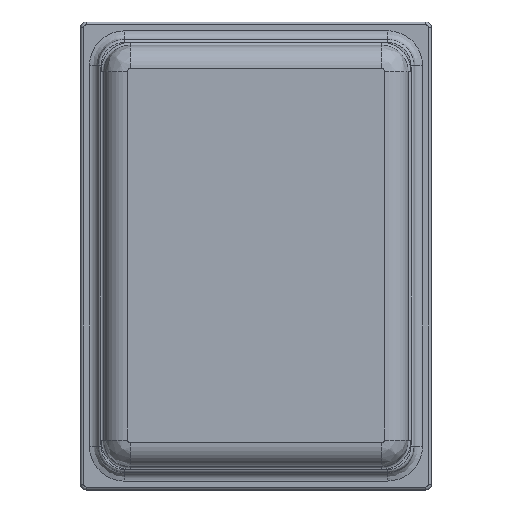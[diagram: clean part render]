
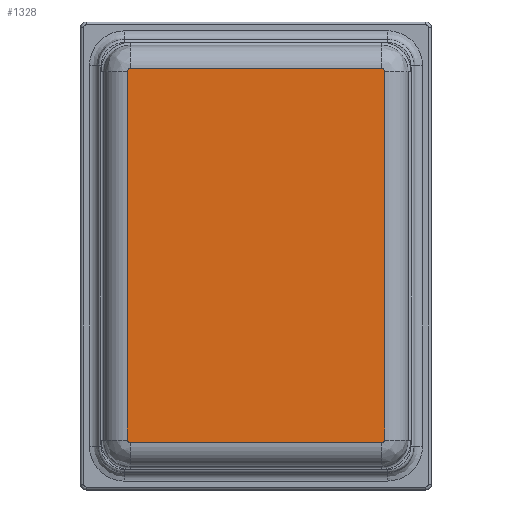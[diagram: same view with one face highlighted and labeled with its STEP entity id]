
A CAD part, top view. The second image highlights one B-rep face of the part: STEP entity #1328.
In plain terms, the highlighted planar face has unit normal (0, 0, 1).
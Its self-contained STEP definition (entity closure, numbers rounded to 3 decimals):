
#80=PLANE('',#1487);
#181=FACE_OUTER_BOUND('',#266,.T.);
#266=EDGE_LOOP('',(#1124,#1125,#1126,#1127,#1128,#1129,#1130,#1131));
#343=LINE('',#2429,#442);
#347=LINE('',#2452,#446);
#349=LINE('',#2455,#448);
#351=LINE('',#2458,#450);
#442=VECTOR('',#1781,10.);
#446=VECTOR('',#1797,10.);
#448=VECTOR('',#1801,10.);
#450=VECTOR('',#1805,10.);
#551=CIRCLE('',#1455,0.025);
#558=CIRCLE('',#1466,0.025);
#562=CIRCLE('',#1471,0.025);
#566=CIRCLE('',#1477,0.025);
#636=VERTEX_POINT('',#2368);
#638=VERTEX_POINT('',#2372);
#642=VERTEX_POINT('',#2398);
#644=VERTEX_POINT('',#2402);
#646=VERTEX_POINT('',#2418);
#648=VERTEX_POINT('',#2422);
#650=VERTEX_POINT('',#2441);
#652=VERTEX_POINT('',#2445);
#786=EDGE_CURVE('',#638,#636,#551,.T.);
#797=EDGE_CURVE('',#644,#642,#558,.T.);
#803=EDGE_CURVE('',#648,#646,#562,.T.);
#806=EDGE_CURVE('',#636,#648,#343,.T.);
#811=EDGE_CURVE('',#652,#650,#566,.T.);
#814=EDGE_CURVE('',#646,#652,#347,.T.);
#816=EDGE_CURVE('',#650,#644,#349,.T.);
#818=EDGE_CURVE('',#642,#638,#351,.T.);
#1124=ORIENTED_EDGE('',*,*,#811,.F.);
#1125=ORIENTED_EDGE('',*,*,#814,.F.);
#1126=ORIENTED_EDGE('',*,*,#803,.F.);
#1127=ORIENTED_EDGE('',*,*,#806,.F.);
#1128=ORIENTED_EDGE('',*,*,#786,.F.);
#1129=ORIENTED_EDGE('',*,*,#818,.F.);
#1130=ORIENTED_EDGE('',*,*,#797,.F.);
#1131=ORIENTED_EDGE('',*,*,#816,.F.);
#1328=ADVANCED_FACE('',(#181),#80,.T.);
#1455=AXIS2_PLACEMENT_3D('',#2374,#1735,#1736);
#1466=AXIS2_PLACEMENT_3D('',#2404,#1761,#1762);
#1471=AXIS2_PLACEMENT_3D('',#2424,#1773,#1774);
#1477=AXIS2_PLACEMENT_3D('',#2447,#1789,#1790);
#1487=AXIS2_PLACEMENT_3D('',#2466,#1818,#1819);
#1735=DIRECTION('center_axis',(0.,0.,-1.));
#1736=DIRECTION('ref_axis',(-0.707,0.707,0.));
#1761=DIRECTION('center_axis',(0.,0.,-1.));
#1762=DIRECTION('ref_axis',(-0.707,-0.707,0.));
#1773=DIRECTION('center_axis',(0.,0.,-1.));
#1774=DIRECTION('ref_axis',(0.707,0.707,0.));
#1781=DIRECTION('',(1.,0.,0.));
#1789=DIRECTION('center_axis',(0.,0.,-1.));
#1790=DIRECTION('ref_axis',(0.707,-0.707,0.));
#1797=DIRECTION('',(0.,-1.,0.));
#1801=DIRECTION('',(-1.,0.,0.));
#1805=DIRECTION('',(0.,1.,0.));
#1818=DIRECTION('center_axis',(0.,0.,1.));
#1819=DIRECTION('ref_axis',(1.,0.,0.));
#2368=CARTESIAN_POINT('',(-1.075,1.6,1.3));
#2372=CARTESIAN_POINT('',(-1.1,1.575,1.3));
#2374=CARTESIAN_POINT('Origin',(-1.075,1.575,1.3));
#2398=CARTESIAN_POINT('',(-1.1,-1.575,1.3));
#2402=CARTESIAN_POINT('',(-1.075,-1.6,1.3));
#2404=CARTESIAN_POINT('Origin',(-1.075,-1.575,1.3));
#2418=CARTESIAN_POINT('',(1.1,1.575,1.3));
#2422=CARTESIAN_POINT('',(1.075,1.6,1.3));
#2424=CARTESIAN_POINT('Origin',(1.075,1.575,1.3));
#2429=CARTESIAN_POINT('',(0.65,1.6,1.3));
#2441=CARTESIAN_POINT('',(1.075,-1.6,1.3));
#2445=CARTESIAN_POINT('',(1.1,-1.575,1.3));
#2447=CARTESIAN_POINT('Origin',(1.075,-1.575,1.3));
#2452=CARTESIAN_POINT('',(1.1,-0.9,1.3));
#2455=CARTESIAN_POINT('',(-0.65,-1.6,1.3));
#2458=CARTESIAN_POINT('',(-1.1,0.9,1.3));
#2466=CARTESIAN_POINT('Origin',(0.,0.,
1.3));
